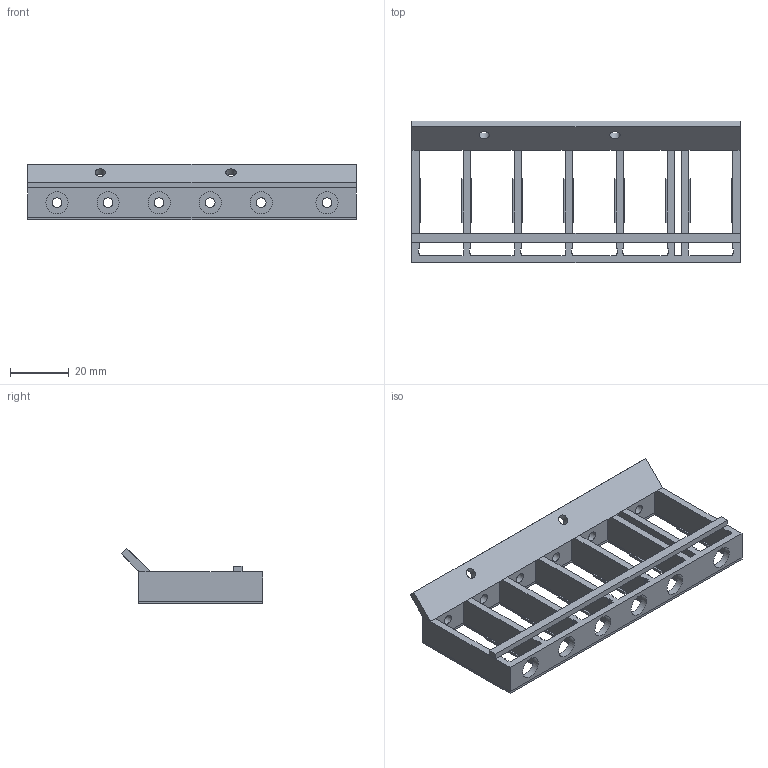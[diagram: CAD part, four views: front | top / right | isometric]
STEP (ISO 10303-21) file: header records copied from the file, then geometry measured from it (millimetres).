
FILE_DESCRIPTION(('FreeCAD Model'),'2;1');
FILE_NAME('Open CASCADE Shape Model','2023-06-04T12:43:35',(''),(''), 'Open CASCADE STEP processor 7.6','FreeCAD','Unknown');
FILE_SCHEMA(('AUTOMOTIVE_DESIGN { 1 0 10303 214 1 1 1 1 }'));
Length unit declared in the file: millimetre
Products named in the file (1): Body
Bounding box: 111.2 x 47.97 x 18.83 mm (x, y, z)
Volume: 16295.2 mm3; surface area: 17023.6 mm2
Topology: 1 solids, 1 shells, 282 faces, 729 edges, 426 vertices
Faces by surface type: plane 267, cylinder 15
Full cylindrical faces by diameter (mm): 3.3 x6, 3.5 x2, 7.5 x6
Entity records: 17861 total; most frequent: CARTESIAN_POINT 2986, DIRECTION 2770, LINE 2123, VECTOR 2123, ORIENTED_EDGE 1458, PCURVE 1458, DEFINITIONAL_REPRESENTATION 1458, EDGE_CURVE 729
